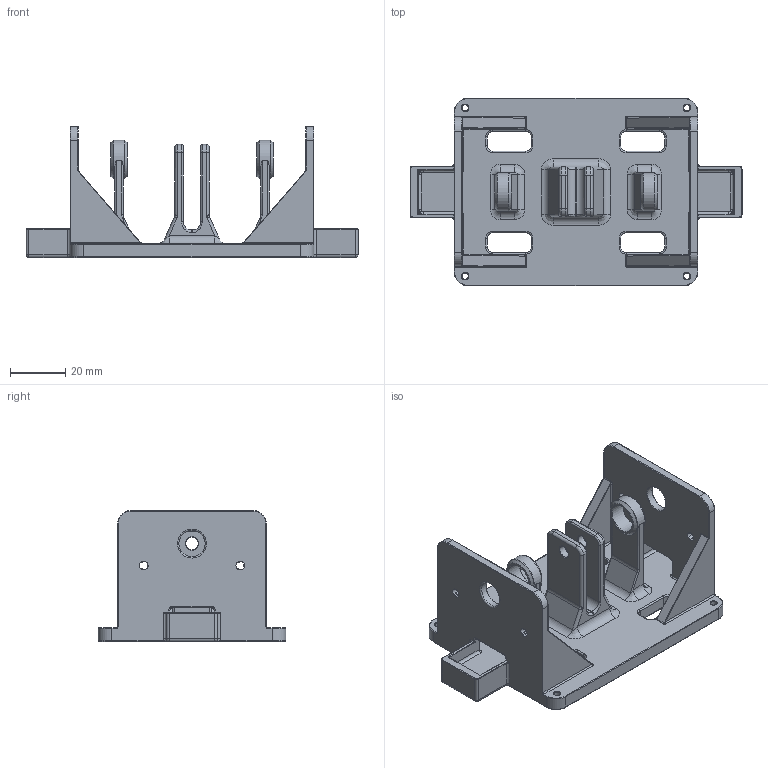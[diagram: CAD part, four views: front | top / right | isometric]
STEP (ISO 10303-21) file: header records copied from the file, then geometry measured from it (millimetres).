
FILE_DESCRIPTION(/* description */ (''),/* implementation_level */ '2;1');
FILE_NAME(/* name */ 'DifferentialFrame.step',/* time_stamp */ '2025-10-11T11:56:55-07:00',/* author */ (''),/* organization */ (''),/* preprocessor_version */ 'ST-DEVELOPER v20.1',/* originating_system */ 'Autodesk Translation Framework v14.17.0.0',/* authorisation */ '');
FILE_SCHEMA (('AUTOMOTIVE_DESIGN { 1 0 10303 214 3 1 1 }'));
Length unit declared in the file: millimetre
Products named in the file (1): DifferentialFrame
Bounding box: 120.3 x 68 x 47.5 mm (x, y, z)
Volume: 57753.1 mm3; surface area: 32333 mm2
Topology: 1 solids, 1 shells, 551 faces, 1344 edges, 784 vertices
Faces by surface type: cylinder 260, torus 120, bspline 80, plane 79, sphere 8, cone 4
Full cylindrical faces by diameter (mm): 2.3 x4, 4.5 x2, 9.5 x2, 10.4 x2, 14 x2
Entity records: 21281 total; most frequent: CARTESIAN_POINT 8277, DIRECTION 2884, ORIENTED_EDGE 2672, EDGE_CURVE 1336, AXIS2_PLACEMENT_3D 1196, VERTEX_POINT 784, CIRCLE 668, EDGE_LOOP 588
